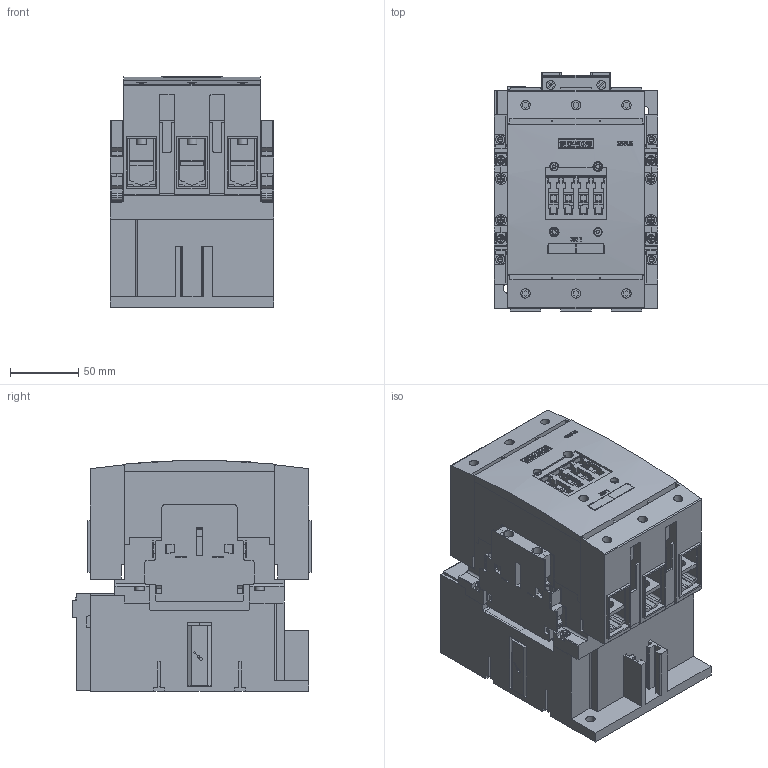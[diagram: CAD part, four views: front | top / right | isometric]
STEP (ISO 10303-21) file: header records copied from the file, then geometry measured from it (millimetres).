
FILE_DESCRIPTION(('STEP AP214'),'1');
FILE_NAME('cctmp_8DC962DB-A961-47BB-B5F4-E91DA6FAE17D_2023_07_24_18_35_46_0980..stp','2023-07-24T16:35:49',('SIEMENS A&D'),('CADClick - www.CADClick.com'),'Spatial InterOp 3D postprocessed',' ','unknown authorization');
FILE_SCHEMA(('AUTOMOTIVE_DESIGN'));
Length unit declared in the file: millimetre
Products named in the file (1): 2023_07_24_18_35_46_0855
Bounding box: 120 x 175 x 169.3 mm (x, y, z)
Volume: 2217720.7 mm3; surface area: 321073.1 mm2
Topology: 1 solids, 13 shells, 3271 faces, 9556 edges, 6264 vertices
Faces by surface type: plane 2275, cylinder 830, cone 90, torus 72, sphere 4
Entity records: 121715 total; most frequent: CARTESIAN_POINT 23500, ORIENTED_EDGE 19056, DIRECTION 17894, EDGE_CURVE 9528, LINE 7058, VECTOR 7058, VERTEX_POINT 6264, AXIS2_PLACEMENT_3D 5418
